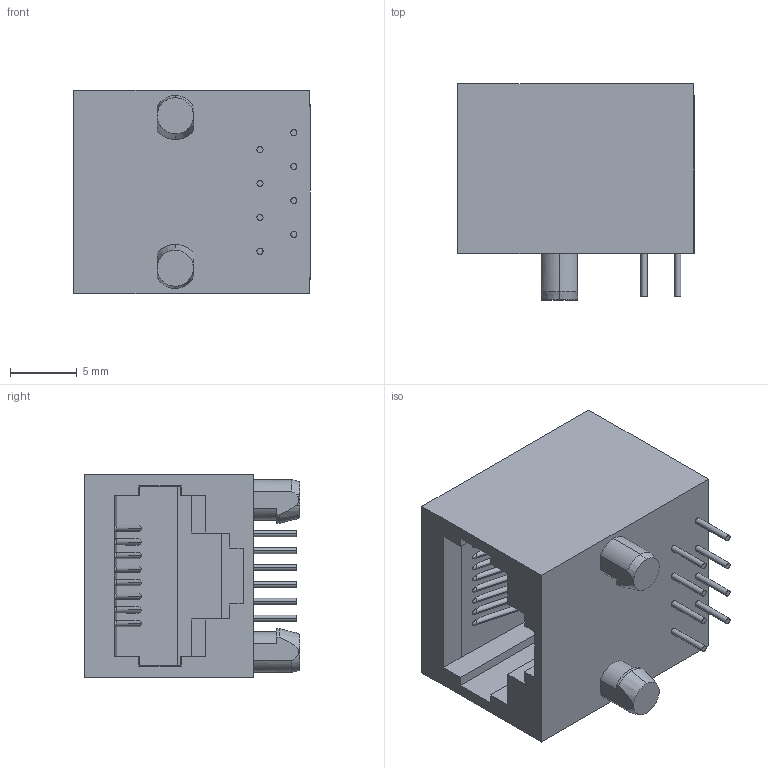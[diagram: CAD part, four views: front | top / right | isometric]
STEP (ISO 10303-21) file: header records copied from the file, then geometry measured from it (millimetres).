
FILE_DESCRIPTION (( 'STEP AP214' ), '1' );
FILE_NAME ('54602-908LFc.STEP', '2020-03-16T00:50:54', ( '' ), ( '' ), 'SwSTEP 2.0', 'SolidWorks 2019', '' );
FILE_SCHEMA (( 'AUTOMOTIVE_DESIGN' ));
Length unit declared in the file: millimetre
Products named in the file (1): 54602-908LFc
Bounding box: 17.74 x 16.2 x 15.3 mm (x, y, z)
Volume: 2406.9 mm3; surface area: 2087.6 mm2
Topology: 1 solids, 1 shells, 122 faces, 325 edges, 216 vertices
Faces by surface type: plane 66, cylinder 40, cone 8, torus 8
Entity records: 6036 total; most frequent: CARTESIAN_POINT 2217, ORIENTED_EDGE 650, EDGE_CURVE 325, B_SPLINE_CURVE_WITH_KNOTS 319, DIRECTION 252, VERTEX_POINT 216, EDGE_LOOP 149, UNCERTAINTY_MEASURE_WITH_UNIT 125
